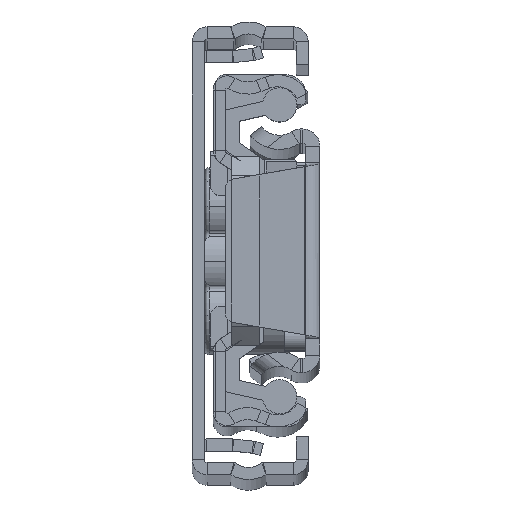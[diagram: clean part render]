
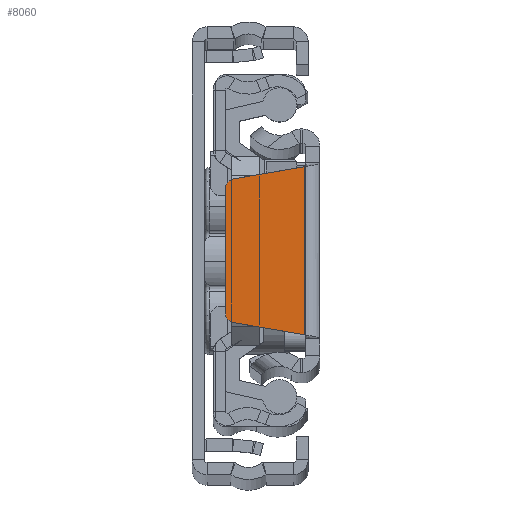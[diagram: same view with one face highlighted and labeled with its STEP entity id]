
A CAD part, top view. The second image highlights one B-rep face of the part: STEP entity #8060.
In plain terms, the highlighted planar face has unit normal (0, 0, 1).
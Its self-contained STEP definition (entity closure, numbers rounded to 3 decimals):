
#1176 = DIRECTION ( 'NONE',  ( 0., 0., -1. ) ) ;
#1229 = DIRECTION ( 'NONE',  ( -0.986, 0.168, 0. ) ) ;
#1423 = DIRECTION ( 'NONE',  ( 0., 0., -1. ) ) ;
#1584 = CARTESIAN_POINT ( 'NONE',  ( -1.5, -8.35, 0. ) ) ;
#2209 = VECTOR ( 'NONE', #2569, 1000. ) ;
#2569 = DIRECTION ( 'NONE',  ( 0., -1., 0. ) ) ;
#2668 = VECTOR ( 'NONE', #1229, 1000. ) ;
#2937 = PLANE ( 'NONE',  #8474 ) ;
#3025 = EDGE_CURVE ( 'NONE', #13415, #20592, #18954, .T. ) ;
#3149 = AXIS2_PLACEMENT_3D ( 'NONE', #17997, #1423, #11459 ) ;
#3269 = ORIENTED_EDGE ( 'NONE', *, *, #14311, .F. ) ;
#4345 = ORIENTED_EDGE ( 'NONE', *, *, #16706, .F. ) ;
#4483 = CARTESIAN_POINT ( 'NONE',  ( -8.568, 7.142, 0. ) ) ;
#4605 = CARTESIAN_POINT ( 'NONE',  ( -8.568, -7.142, 0. ) ) ;
#5559 = CIRCLE ( 'NONE', #3149, 1. ) ;
#6098 = DIRECTION ( 'NONE',  ( 0.986, 0.168, 0. ) ) ;
#6110 = EDGE_LOOP ( 'NONE', ( #9915, #10451, #4345, #14871, #6202, #3269 ) ) ;
#6202 = ORIENTED_EDGE ( 'NONE', *, *, #10605, .F. ) ;
#7347 = EDGE_CURVE ( 'NONE', #20289, #9474, #16147, .T. ) ;
#8060 = ADVANCED_FACE ( 'NONE', ( #19720 ), #2937, .F. ) ;
#8474 = AXIS2_PLACEMENT_3D ( 'NONE', #17973, #1176, #14247 ) ;
#8498 = EDGE_CURVE ( 'NONE', #20592, #13959, #17504, .T. ) ;
#9474 = VERTEX_POINT ( 'NONE', #10758 ) ;
#9915 = ORIENTED_EDGE ( 'NONE', *, *, #8498, .F. ) ;
#10059 = CARTESIAN_POINT ( 'NONE',  ( -8.4, 6.156, 0. ) ) ;
#10451 = ORIENTED_EDGE ( 'NONE', *, *, #3025, .F. ) ;
#10534 = VERTEX_POINT ( 'NONE', #4605 ) ;
#10605 = EDGE_CURVE ( 'NONE', #10534, #20289, #5559, .T. ) ;
#10758 = CARTESIAN_POINT ( 'NONE',  ( -9.4, 6.156, 0. ) ) ;
#11054 = CARTESIAN_POINT ( 'NONE',  ( -8.568, -7.142, 0. ) ) ;
#11459 = DIRECTION ( 'NONE',  ( -1., 0., 0. ) ) ;
#11889 = AXIS2_PLACEMENT_3D ( 'NONE', #10059, #18335, #21483 ) ;
#12789 = LINE ( 'NONE', #11054, #2668 ) ;
#13061 = CARTESIAN_POINT ( 'NONE',  ( -9.4, -6.156, 0. ) ) ;
#13415 = VERTEX_POINT ( 'NONE', #4483 ) ;
#13959 = VERTEX_POINT ( 'NONE', #1584 ) ;
#14213 = CARTESIAN_POINT ( 'NONE',  ( -1.5, 8.35, 0. ) ) ;
#14247 = DIRECTION ( 'NONE',  ( -1., 0., 0. ) ) ;
#14311 = EDGE_CURVE ( 'NONE', #13959, #10534, #12789, .T. ) ;
#14343 = CARTESIAN_POINT ( 'NONE',  ( -1.5, -8.35, 0. ) ) ;
#14871 = ORIENTED_EDGE ( 'NONE', *, *, #7347, .F. ) ;
#16024 = DIRECTION ( 'NONE',  ( 0., 1., 0. ) ) ;
#16136 = CARTESIAN_POINT ( 'NONE',  ( -1.5, 8.35, 0. ) ) ;
#16147 = LINE ( 'NONE', #19166, #16366 ) ;
#16366 = VECTOR ( 'NONE', #16024, 1000. ) ;
#16706 = EDGE_CURVE ( 'NONE', #9474, #13415, #18497, .T. ) ;
#17504 = LINE ( 'NONE', #14343, #2209 ) ;
#17973 = CARTESIAN_POINT ( 'NONE',  ( -8.4, 6.156, 0. ) ) ;
#17997 = CARTESIAN_POINT ( 'NONE',  ( -8.4, -6.156, 0. ) ) ;
#18335 = DIRECTION ( 'NONE',  ( 0., 0., -1. ) ) ;
#18497 = CIRCLE ( 'NONE', #11889, 1. ) ;
#18954 = LINE ( 'NONE', #16136, #19557 ) ;
#19166 = CARTESIAN_POINT ( 'NONE',  ( -9.4, 6.156, 0. ) ) ;
#19557 = VECTOR ( 'NONE', #6098, 1000. ) ;
#19720 = FACE_OUTER_BOUND ( 'NONE', #6110, .T. ) ;
#20289 = VERTEX_POINT ( 'NONE', #13061 ) ;
#20592 = VERTEX_POINT ( 'NONE', #14213 ) ;
#21483 = DIRECTION ( 'NONE',  ( -1., 0., 0. ) ) ;
